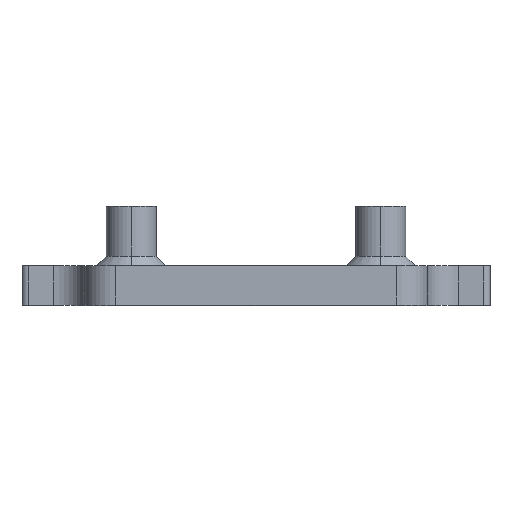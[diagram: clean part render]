
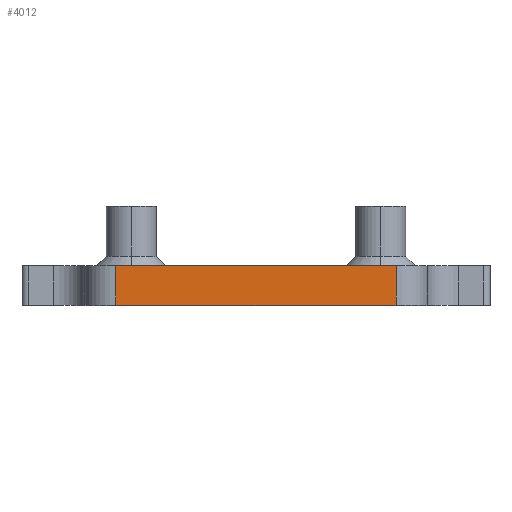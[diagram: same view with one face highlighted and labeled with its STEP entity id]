
A CAD part, top view. The second image highlights one B-rep face of the part: STEP entity #4012.
In plain terms, the highlighted planar face has unit normal (0, 0, 1).
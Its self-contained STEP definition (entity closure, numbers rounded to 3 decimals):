
#36 = AXIS2_PLACEMENT_3D ( 'NONE', #1327, #3389, #540 ) ;
#174 = CARTESIAN_POINT ( 'NONE',  ( -22.5, 6.35, 27.5 ) ) ;
#283 = CARTESIAN_POINT ( 'NONE',  ( 22.5, 0., 27.5 ) ) ;
#323 = CARTESIAN_POINT ( 'NONE',  ( -27.5, 0., 27.5 ) ) ;
#390 = ORIENTED_EDGE ( 'NONE', *, *, #669, .T. ) ;
#540 = DIRECTION ( 'NONE',  ( -1., 0., 0. ) ) ;
#593 = ORIENTED_EDGE ( 'NONE', *, *, #2645, .T. ) ;
#665 = CARTESIAN_POINT ( 'NONE',  ( -22.5, 6.35, 27.5 ) ) ;
#669 = EDGE_CURVE ( 'NONE', #1195, #3860, #3813, .T. ) ;
#931 = DIRECTION ( 'NONE',  ( 0., 1., 0. ) ) ;
#1125 = LINE ( 'NONE', #2883, #1930 ) ;
#1152 = CARTESIAN_POINT ( 'NONE',  ( 22.5, 6.35, 27.5 ) ) ;
#1195 = VERTEX_POINT ( 'NONE', #174 ) ;
#1327 = CARTESIAN_POINT ( 'NONE',  ( -27.5, 6.35, 27.5 ) ) ;
#1926 = EDGE_LOOP ( 'NONE', ( #3450, #390, #3631, #593 ) ) ;
#1930 = VECTOR ( 'NONE', #2211, 1000. ) ;
#1979 = PLANE ( 'NONE',  #36 ) ;
#1997 = FACE_OUTER_BOUND ( 'NONE', #1926, .T. ) ;
#2186 = VECTOR ( 'NONE', #2879, 1000. ) ;
#2211 = DIRECTION ( 'NONE',  ( 1., 0., 0. ) ) ;
#2295 = EDGE_CURVE ( 'NONE', #3860, #3097, #3814, .T. ) ;
#2608 = CARTESIAN_POINT ( 'NONE',  ( -22.5, 0., 27.5 ) ) ;
#2645 = EDGE_CURVE ( 'NONE', #3097, #3353, #4427, .T. ) ;
#2879 = DIRECTION ( 'NONE',  ( 1., 0., 0. ) ) ;
#2883 = CARTESIAN_POINT ( 'NONE',  ( -27.5, 6.35, 27.5 ) ) ;
#3097 = VERTEX_POINT ( 'NONE', #283 ) ;
#3121 = DIRECTION ( 'NONE',  ( 0., -1., 0. ) ) ;
#3353 = VERTEX_POINT ( 'NONE', #1152 ) ;
#3389 = DIRECTION ( 'NONE',  ( 0., 0., -1. ) ) ;
#3397 = VECTOR ( 'NONE', #3121, 1000. ) ;
#3450 = ORIENTED_EDGE ( 'NONE', *, *, #3660, .F. ) ;
#3631 = ORIENTED_EDGE ( 'NONE', *, *, #2295, .T. ) ;
#3660 = EDGE_CURVE ( 'NONE', #1195, #3353, #1125, .T. ) ;
#3664 = VECTOR ( 'NONE', #931, 1000. ) ;
#3813 = LINE ( 'NONE', #665, #3397 ) ;
#3814 = LINE ( 'NONE', #323, #2186 ) ;
#3860 = VERTEX_POINT ( 'NONE', #2608 ) ;
#4012 = ADVANCED_FACE ( 'NONE', ( #1997 ), #1979, .F. ) ;
#4173 = CARTESIAN_POINT ( 'NONE',  ( 22.5, 6.35, 27.5 ) ) ;
#4427 = LINE ( 'NONE', #4173, #3664 ) ;
